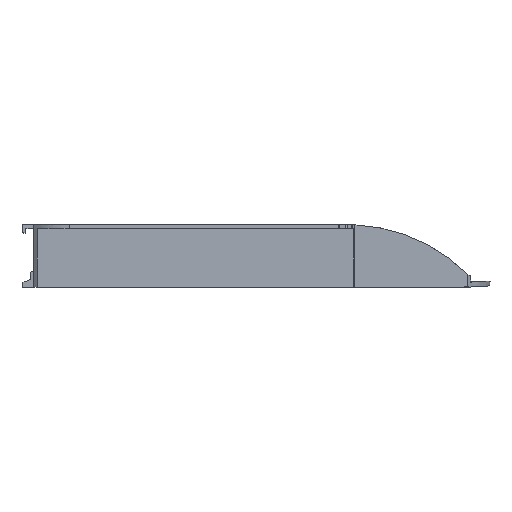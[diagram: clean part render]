
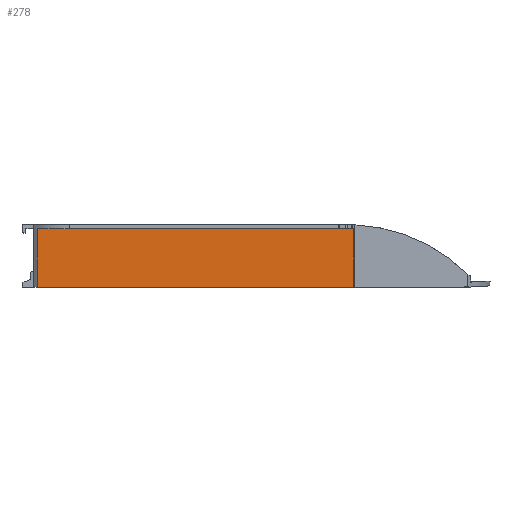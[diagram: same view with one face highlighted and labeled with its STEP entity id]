
A CAD part, top view. The second image highlights one B-rep face of the part: STEP entity #278.
In plain terms, the highlighted planar face has unit normal (0, 0, 1).
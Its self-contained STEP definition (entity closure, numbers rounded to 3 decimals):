
#266 = VECTOR ( 'NONE', #2064, 1000. ) ;
#278 = ADVANCED_FACE ( 'NONE', ( #6787 ), #2515, .T. ) ;
#286 = VERTEX_POINT ( 'NONE', #3641 ) ;
#374 = DIRECTION ( 'NONE',  ( 0., -1., 0. ) ) ;
#431 = LINE ( 'NONE', #4674, #266 ) ;
#485 = ORIENTED_EDGE ( 'NONE', *, *, #2339, .T. ) ;
#550 = DIRECTION ( 'NONE',  ( -1., 0., 0. ) ) ;
#651 = VERTEX_POINT ( 'NONE', #6001 ) ;
#889 = ORIENTED_EDGE ( 'NONE', *, *, #6792, .T. ) ;
#1896 = EDGE_CURVE ( 'NONE', #286, #5926, #431, .T. ) ;
#1963 = CARTESIAN_POINT ( 'NONE',  ( 2.365, 0., 48. ) ) ;
#2064 = DIRECTION ( 'NONE',  ( 0., 1., 0. ) ) ;
#2339 = EDGE_CURVE ( 'NONE', #3157, #651, #6609, .T. ) ;
#2515 = PLANE ( 'NONE',  #4517 ) ;
#2817 = VECTOR ( 'NONE', #374, 1000. ) ;
#2826 = CARTESIAN_POINT ( 'NONE',  ( 0., -40., 48. ) ) ;
#2944 = ORIENTED_EDGE ( 'NONE', *, *, #4580, .T. ) ;
#3016 = CARTESIAN_POINT ( 'NONE',  ( 0., 0., 48. ) ) ;
#3042 = DIRECTION ( 'NONE',  ( 1., 0., 0. ) ) ;
#3157 = VERTEX_POINT ( 'NONE', #4938 ) ;
#3294 = EDGE_LOOP ( 'NONE', ( #889, #485, #2944, #6533 ) ) ;
#3641 = CARTESIAN_POINT ( 'NONE',  ( 204.179, -40., 48. ) ) ;
#3807 = CARTESIAN_POINT ( 'NONE',  ( 0., -2.7, 48. ) ) ;
#4222 = LINE ( 'NONE', #2826, #6535 ) ;
#4465 = DIRECTION ( 'NONE',  ( 1., 0., 0. ) ) ;
#4517 = AXIS2_PLACEMENT_3D ( 'NONE', #3016, #6180, #3042 ) ;
#4580 = EDGE_CURVE ( 'NONE', #651, #286, #4222, .T. ) ;
#4674 = CARTESIAN_POINT ( 'NONE',  ( 204.179, 0., 48. ) ) ;
#4938 = CARTESIAN_POINT ( 'NONE',  ( 2.365, -2.7, 48. ) ) ;
#5545 = VECTOR ( 'NONE', #550, 1000. ) ;
#5744 = CARTESIAN_POINT ( 'NONE',  ( 204.179, -2.7, 48. ) ) ;
#5926 = VERTEX_POINT ( 'NONE', #5744 ) ;
#6001 = CARTESIAN_POINT ( 'NONE',  ( 2.365, -40., 48. ) ) ;
#6180 = DIRECTION ( 'NONE',  ( 0., 0., 1. ) ) ;
#6362 = LINE ( 'NONE', #3807, #5545 ) ;
#6533 = ORIENTED_EDGE ( 'NONE', *, *, #1896, .T. ) ;
#6535 = VECTOR ( 'NONE', #4465, 1000. ) ;
#6609 = LINE ( 'NONE', #1963, #2817 ) ;
#6787 = FACE_OUTER_BOUND ( 'NONE', #3294, .T. ) ;
#6792 = EDGE_CURVE ( 'NONE', #5926, #3157, #6362, .T. ) ;
